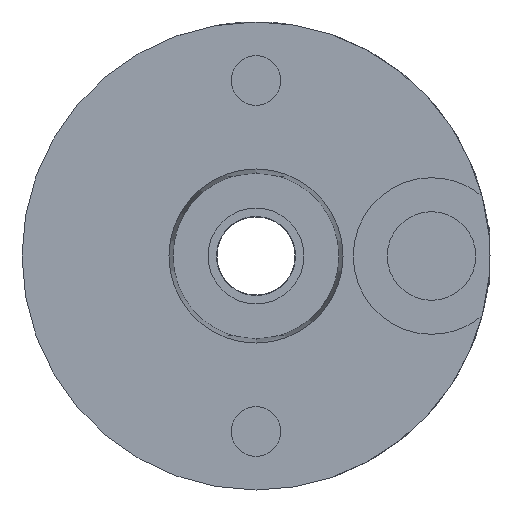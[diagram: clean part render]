
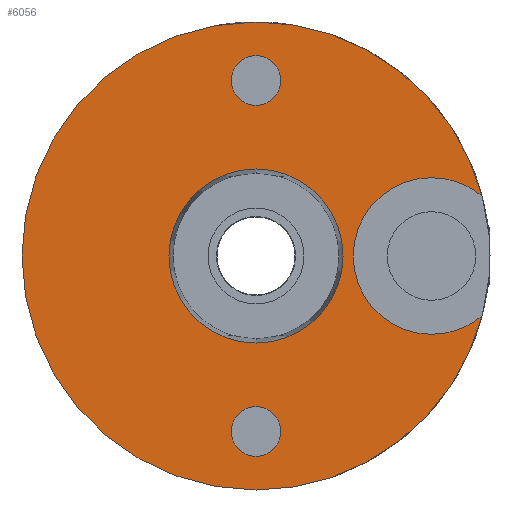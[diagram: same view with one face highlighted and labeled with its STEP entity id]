
A CAD part, front view. The second image highlights one B-rep face of the part: STEP entity #6056.
In plain terms, the highlighted planar face has unit normal (0, -1, 0).
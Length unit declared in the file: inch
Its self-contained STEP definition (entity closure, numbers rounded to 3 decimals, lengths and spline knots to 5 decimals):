
#104 = CARTESIAN_POINT ( 'NONE',  ( 0.315, 0.069, 0.1405 ) ) ;
#116 = CIRCLE ( 'NONE', #5985, 0.0445 ) ;
#123 = CARTESIAN_POINT ( 'NONE',  ( 0., 0.069, 0.15625 ) ) ;
#188 = AXIS2_PLACEMENT_3D ( 'NONE', #2742, #4221, #3216 ) ;
#291 = PLANE ( 'NONE',  #1381 ) ;
#328 = FACE_BOUND ( 'NONE', #535, .T. ) ;
#347 = EDGE_CURVE ( 'NONE', #4770, #3718, #4873, .T. ) ;
#420 = ORIENTED_EDGE ( 'NONE', *, *, #1153, .F. ) ;
#529 = CARTESIAN_POINT ( 'NONE',  ( 0.315, 0.069, -0.1405 ) ) ;
#535 = EDGE_LOOP ( 'NONE', ( #1585, #6413 ) ) ;
#575 = DIRECTION ( 'NONE',  ( 0., 1., 0. ) ) ;
#679 = CARTESIAN_POINT ( 'NONE',  ( 0., 0.069, 0. ) ) ;
#703 = CARTESIAN_POINT ( 'NONE',  ( 0., 0.069, 0. ) ) ;
#860 = DIRECTION ( 'NONE',  ( 0., 0., 1. ) ) ;
#926 = DIRECTION ( 'NONE',  ( 0., -1., 0. ) ) ;
#1030 = EDGE_CURVE ( 'NONE', #2195, #3546, #116, .T. ) ;
#1122 = VERTEX_POINT ( 'NONE', #529 ) ;
#1153 = EDGE_CURVE ( 'NONE', #5695, #1122, #4525, .T. ) ;
#1214 = AXIS2_PLACEMENT_3D ( 'NONE', #5570, #926, #6571 ) ;
#1330 = DIRECTION ( 'NONE',  ( 0., -1., 0. ) ) ;
#1381 = AXIS2_PLACEMENT_3D ( 'NONE', #6562, #3047, #4082 ) ;
#1389 = VERTEX_POINT ( 'NONE', #2554 ) ;
#1440 = EDGE_CURVE ( 'NONE', #3718, #3566, #5974, .T. ) ;
#1564 = EDGE_CURVE ( 'NONE', #3546, #2195, #2591, .T. ) ;
#1585 = ORIENTED_EDGE ( 'NONE', *, *, #4102, .F. ) ;
#1605 = EDGE_CURVE ( 'NONE', #6069, #5695, #4212, .T. ) ;
#1672 = EDGE_CURVE ( 'NONE', #1851, #6216, #1730, .T. ) ;
#1675 = CARTESIAN_POINT ( 'NONE',  ( 0.315, 0.069, 0. ) ) ;
#1721 = DIRECTION ( 'NONE',  ( 0., 0., -1. ) ) ;
#1730 = CIRCLE ( 'NONE', #4881, 0.15625 ) ;
#1764 = DIRECTION ( 'NONE',  ( 0., -1., 0. ) ) ;
#1834 = ORIENTED_EDGE ( 'NONE', *, *, #1440, .F. ) ;
#1851 = VERTEX_POINT ( 'NONE', #123 ) ;
#1935 = DIRECTION ( 'NONE',  ( 0., 0., 1. ) ) ;
#2061 = DIRECTION ( 'NONE',  ( 0., 0., -1. ) ) ;
#2195 = VERTEX_POINT ( 'NONE', #3688 ) ;
#2222 = AXIS2_PLACEMENT_3D ( 'NONE', #6476, #1764, #4865 ) ;
#2254 = AXIS2_PLACEMENT_3D ( 'NONE', #1675, #3731, #5848 ) ;
#2256 = CARTESIAN_POINT ( 'NONE',  ( 0., 0.069, -0.3595 ) ) ;
#2285 = DIRECTION ( 'NONE',  ( 0., 1., 0. ) ) ;
#2377 = EDGE_CURVE ( 'NONE', #6216, #1851, #3654, .T. ) ;
#2400 = FACE_BOUND ( 'NONE', #2661, .T. ) ;
#2436 = CARTESIAN_POINT ( 'NONE',  ( 0., 0.069, 0.3595 ) ) ;
#2483 = DIRECTION ( 'NONE',  ( 0., 1., 0. ) ) ;
#2554 = CARTESIAN_POINT ( 'NONE',  ( 0., 0.069, 0.2705 ) ) ;
#2560 = AXIS2_PLACEMENT_3D ( 'NONE', #679, #575, #4192 ) ;
#2578 = CARTESIAN_POINT ( 'NONE',  ( 0., 0.069, -0.42 ) ) ;
#2591 = CIRCLE ( 'NONE', #1214, 0.0445 ) ;
#2661 = EDGE_LOOP ( 'NONE', ( #3534, #3378 ) ) ;
#2663 = CIRCLE ( 'NONE', #2560, 0.42 ) ;
#2742 = CARTESIAN_POINT ( 'NONE',  ( 0., 0.069, 0.315 ) ) ;
#2854 = CARTESIAN_POINT ( 'NONE',  ( 0.40617, 0.069, -0.10691 ) ) ;
#2888 = CARTESIAN_POINT ( 'NONE',  ( 0., 0.069, 0. ) ) ;
#3028 = DIRECTION ( 'NONE',  ( 0., 0., -1. ) ) ;
#3038 = AXIS2_PLACEMENT_3D ( 'NONE', #2888, #2285, #860 ) ;
#3047 = DIRECTION ( 'NONE',  ( 0., -1., 0. ) ) ;
#3118 = AXIS2_PLACEMENT_3D ( 'NONE', #4049, #6146, #2061 ) ;
#3122 = AXIS2_PLACEMENT_3D ( 'NONE', #703, #6395, #3217 ) ;
#3216 = DIRECTION ( 'NONE',  ( 0., 0., -1. ) ) ;
#3217 = DIRECTION ( 'NONE',  ( 0., 0., -1. ) ) ;
#3254 = ORIENTED_EDGE ( 'NONE', *, *, #347, .F. ) ;
#3314 = CIRCLE ( 'NONE', #188, 0.0445 ) ;
#3378 = ORIENTED_EDGE ( 'NONE', *, *, #1030, .F. ) ;
#3443 = ORIENTED_EDGE ( 'NONE', *, *, #5764, .F. ) ;
#3518 = ORIENTED_EDGE ( 'NONE', *, *, #1605, .F. ) ;
#3534 = ORIENTED_EDGE ( 'NONE', *, *, #1564, .F. ) ;
#3546 = VERTEX_POINT ( 'NONE', #2256 ) ;
#3566 = VERTEX_POINT ( 'NONE', #5877 ) ;
#3611 = EDGE_CURVE ( 'NONE', #1122, #4770, #3859, .T. ) ;
#3646 = ORIENTED_EDGE ( 'NONE', *, *, #2377, .F. ) ;
#3654 = CIRCLE ( 'NONE', #3122, 0.15625 ) ;
#3688 = CARTESIAN_POINT ( 'NONE',  ( 0., 0.069, -0.2705 ) ) ;
#3718 = VERTEX_POINT ( 'NONE', #2578 ) ;
#3731 = DIRECTION ( 'NONE',  ( 0., -1., 0. ) ) ;
#3790 = AXIS2_PLACEMENT_3D ( 'NONE', #4029, #5611, #3028 ) ;
#3859 = CIRCLE ( 'NONE', #2254, 0.1405 ) ;
#4029 = CARTESIAN_POINT ( 'NONE',  ( 0.315, 0.069, 0. ) ) ;
#4049 = CARTESIAN_POINT ( 'NONE',  ( 0.315, 0.069, 0. ) ) ;
#4082 = DIRECTION ( 'NONE',  ( 0., 0., -1. ) ) ;
#4102 = EDGE_CURVE ( 'NONE', #1389, #4474, #6684, .T. ) ;
#4192 = DIRECTION ( 'NONE',  ( 0., 0., 1. ) ) ;
#4212 = CIRCLE ( 'NONE', #3790, 0.1405 ) ;
#4221 = DIRECTION ( 'NONE',  ( 0., -1., 0. ) ) ;
#4318 = EDGE_LOOP ( 'NONE', ( #3518, #3443, #1834, #3254, #4747, #420 ) ) ;
#4325 = DIRECTION ( 'NONE',  ( 0., -1., 0. ) ) ;
#4397 = FACE_OUTER_BOUND ( 'NONE', #4318, .T. ) ;
#4474 = VERTEX_POINT ( 'NONE', #2436 ) ;
#4525 = CIRCLE ( 'NONE', #3118, 0.1405 ) ;
#4666 = CARTESIAN_POINT ( 'NONE',  ( 0., 0.069, -0.15625 ) ) ;
#4747 = ORIENTED_EDGE ( 'NONE', *, *, #3611, .F. ) ;
#4770 = VERTEX_POINT ( 'NONE', #2854 ) ;
#4787 = ORIENTED_EDGE ( 'NONE', *, *, #1672, .F. ) ;
#4865 = DIRECTION ( 'NONE',  ( 0., 0., -1. ) ) ;
#4873 = CIRCLE ( 'NONE', #6187, 0.42 ) ;
#4881 = AXIS2_PLACEMENT_3D ( 'NONE', #4943, #1330, #6016 ) ;
#4943 = CARTESIAN_POINT ( 'NONE',  ( 0., 0.069, 0. ) ) ;
#5483 = EDGE_LOOP ( 'NONE', ( #3646, #4787 ) ) ;
#5570 = CARTESIAN_POINT ( 'NONE',  ( 0., 0.069, -0.315 ) ) ;
#5611 = DIRECTION ( 'NONE',  ( 0., -1., 0. ) ) ;
#5695 = VERTEX_POINT ( 'NONE', #104 ) ;
#5764 = EDGE_CURVE ( 'NONE', #3566, #6069, #2663, .T. ) ;
#5793 = CARTESIAN_POINT ( 'NONE',  ( 0., 0.069, -0.315 ) ) ;
#5848 = DIRECTION ( 'NONE',  ( 0., 0., -1. ) ) ;
#5877 = CARTESIAN_POINT ( 'NONE',  ( 0., 0.069, 0.42 ) ) ;
#5887 = FACE_BOUND ( 'NONE', #5483, .T. ) ;
#5958 = EDGE_CURVE ( 'NONE', #4474, #1389, #3314, .T. ) ;
#5974 = CIRCLE ( 'NONE', #3038, 0.42 ) ;
#5985 = AXIS2_PLACEMENT_3D ( 'NONE', #5793, #4325, #1721 ) ;
#6016 = DIRECTION ( 'NONE',  ( 0., 0., -1. ) ) ;
#6056 = ADVANCED_FACE ( 'NONE', ( #4397, #328, #2400, #5887 ), #291, .T. ) ;
#6069 = VERTEX_POINT ( 'NONE', #6662 ) ;
#6146 = DIRECTION ( 'NONE',  ( 0., -1., 0. ) ) ;
#6187 = AXIS2_PLACEMENT_3D ( 'NONE', #6611, #2483, #1935 ) ;
#6216 = VERTEX_POINT ( 'NONE', #4666 ) ;
#6395 = DIRECTION ( 'NONE',  ( 0., -1., 0. ) ) ;
#6413 = ORIENTED_EDGE ( 'NONE', *, *, #5958, .F. ) ;
#6476 = CARTESIAN_POINT ( 'NONE',  ( 0., 0.069, 0.315 ) ) ;
#6562 = CARTESIAN_POINT ( 'NONE',  ( 0., 0.069, 0. ) ) ;
#6571 = DIRECTION ( 'NONE',  ( 0., 0., -1. ) ) ;
#6611 = CARTESIAN_POINT ( 'NONE',  ( 0., 0.069, 0. ) ) ;
#6662 = CARTESIAN_POINT ( 'NONE',  ( 0.40617, 0.069, 0.10691 ) ) ;
#6684 = CIRCLE ( 'NONE', #2222, 0.0445 ) ;
